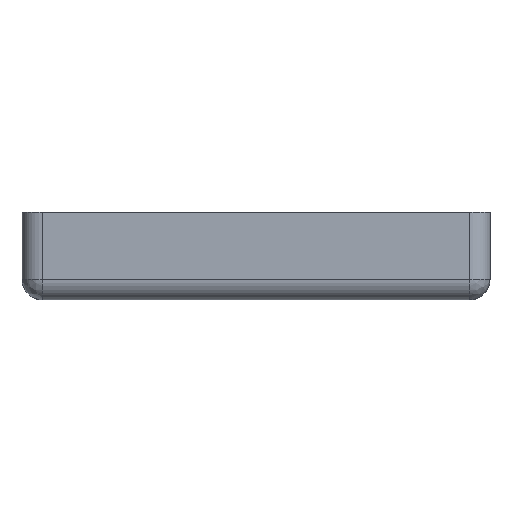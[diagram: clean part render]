
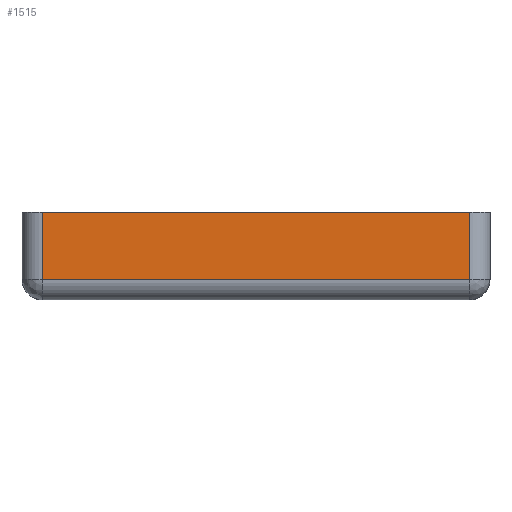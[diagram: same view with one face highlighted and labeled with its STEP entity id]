
A CAD part, left-side view. The second image highlights one B-rep face of the part: STEP entity #1515.
In plain terms, the highlighted free-form (B-spline) face has degree [1, 1] with [2, 2] control points.
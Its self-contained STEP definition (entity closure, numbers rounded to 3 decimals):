
#1292=CARTESIAN_POINT('',(-40.0,-36.5,53.5));
#1293=VERTEX_POINT('',#1292);
#1303=CARTESIAN_POINT('',(-40.0,36.5,53.5));
#1304=VERTEX_POINT('',#1303);
#1305=CARTESIAN_POINT('',(-40.0,36.5,53.5));
#1306=DIRECTION('',(0.0,-1.0,0.0));
#1307=VECTOR('',#1306,73.0);
#1308=LINE('',#1305,#1307);
#1309=EDGE_CURVE('',#1304,#1293,#1308,.T.);
#1474=CARTESIAN_POINT('',(-40.0,-36.5,65.));
#1475=VERTEX_POINT('',#1474);
#1483=CARTESIAN_POINT('',(-40.0,-36.5,53.5));
#1484=DIRECTION('',(0.0,0.0,1.0));
#1485=VECTOR('',#1484,11.5);
#1486=LINE('',#1483,#1485);
#1487=EDGE_CURVE('',#1293,#1475,#1486,.T.);
#1492=CARTESIAN_POINT('',(-40.0,36.5,65.));
#1493=CARTESIAN_POINT('',(-40.0,36.5,53.5));
#1494=CARTESIAN_POINT('',(-40.0,-36.5,65.));
#1495=CARTESIAN_POINT('',(-40.0,-36.5,53.5));
#1496=B_SPLINE_SURFACE_WITH_KNOTS('',1,1,((#1492,#1494),(#1493,#1495)),.UNSPECIFIED.,.F.,.F.,.U.,(2,2),(2,2),(0.0,11.5),(0.0,73.0),.UNSPECIFIED.);
#1497=ORIENTED_EDGE('',*,*,#1309,.T.);
#1498=ORIENTED_EDGE('',*,*,#1487,.T.);
#1499=CARTESIAN_POINT('',(-40.0,36.5,65.));
#1500=VERTEX_POINT('',#1499);
#1501=CARTESIAN_POINT('',(-40.0,-36.5,65.));
#1502=DIRECTION('',(0.0,1.0,0.0));
#1503=VECTOR('',#1502,73.0);
#1504=LINE('',#1501,#1503);
#1505=EDGE_CURVE('',#1475,#1500,#1504,.T.);
#1506=ORIENTED_EDGE('',*,*,#1505,.T.);
#1507=CARTESIAN_POINT('',(-40.0,36.5,65.));
#1508=DIRECTION('',(0.0,0.0,-1.0));
#1509=VECTOR('',#1508,11.5);
#1510=LINE('',#1507,#1509);
#1511=EDGE_CURVE('',#1500,#1304,#1510,.T.);
#1512=ORIENTED_EDGE('',*,*,#1511,.T.);
#1513=EDGE_LOOP('',(#1497,#1498,#1506,#1512));
#1514=FACE_OUTER_BOUND('',#1513,.T.);
#1515=ADVANCED_FACE('',(#1514),#1496,.T.);
